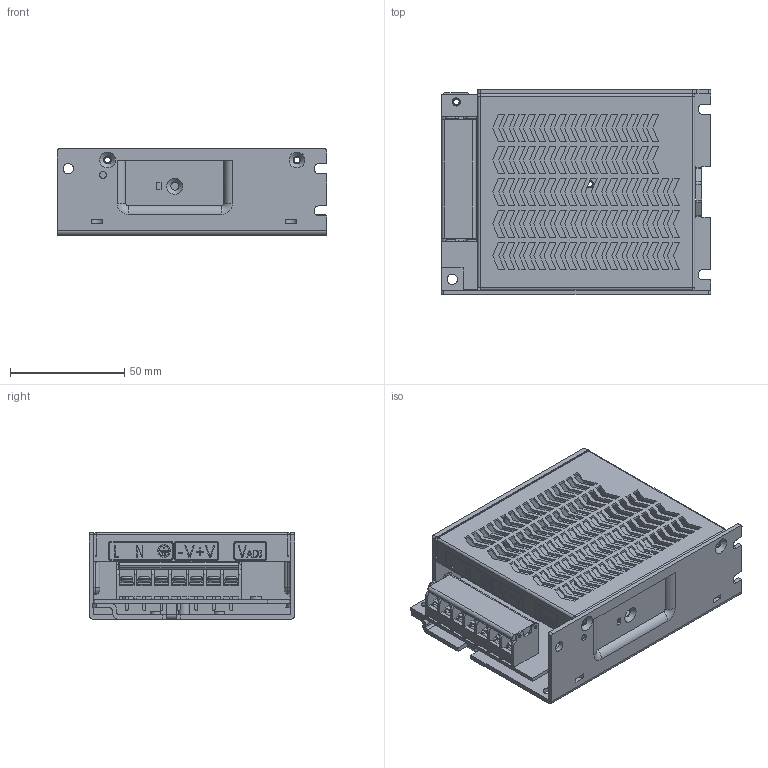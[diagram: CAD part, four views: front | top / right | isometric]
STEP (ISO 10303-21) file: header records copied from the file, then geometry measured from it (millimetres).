
FILE_DESCRIPTION(/* description */ (''),/* implementation_level */ '2;1');
FILE_NAME(/* name */ 'MPD-035&050&075.stp',/* time_stamp */ '2023-07-21T16:40:38+08:00',/* author */ (''),/* organization */ (''),/* preprocessor_version */ 'ST-DEVELOPER v19.3',/* originating_system */ 'SIEMENS PLM Software NX2212.3001',/* authorisation */ '');
FILE_SCHEMA (('AP203_CONFIGURATION_CONTROLLED_3D_DESIGN_OF_MECHANICAL_PARTS_AND_ASSEMBLIES_MIM_LF { 1 0 10303 403 2 1 2}'));
Products named in the file (6): MPS-035&050&075-A01P01; A01J1DZP0000012; A04WJJSK0000005; 铆钉; A04WJJSK0000007; MPD-035&050&075
Assembly tree (5 placements, depth 2):
  MPD-035&050&075
    A04WJJSK0000007
    铆钉
    A04WJJSK0000005
    A01J1DZP0000012
    MPS-035&050&075-A01P01
Bounding box: 118 x 90 x 38 mm (x, y, z)
Volume: 68242.5 mm3; surface area: 90280.8 mm2
Topology: 7 solids, 7 shells, 2058 faces, 5805 edges, 3812 vertices
Faces by surface type: plane 1313, cylinder 541, torus 162, extrusion 25, cone 13, bspline 4
Full cylindrical faces by diameter (mm): 2.5 x11, 3 x4, 3.4 x7, 3.6 x1, 4.5 x7, 4.8 x3, 5.5 x1
Entity records: 69060 total; most frequent: CARTESIAN_POINT 17514, ORIENTED_EDGE 11486, DIRECTION 9060, EDGE_CURVE 5743, VERTEX_POINT 3797, VECTOR 3292, LINE 3267, AXIS2_PLACEMENT_3D 2884
